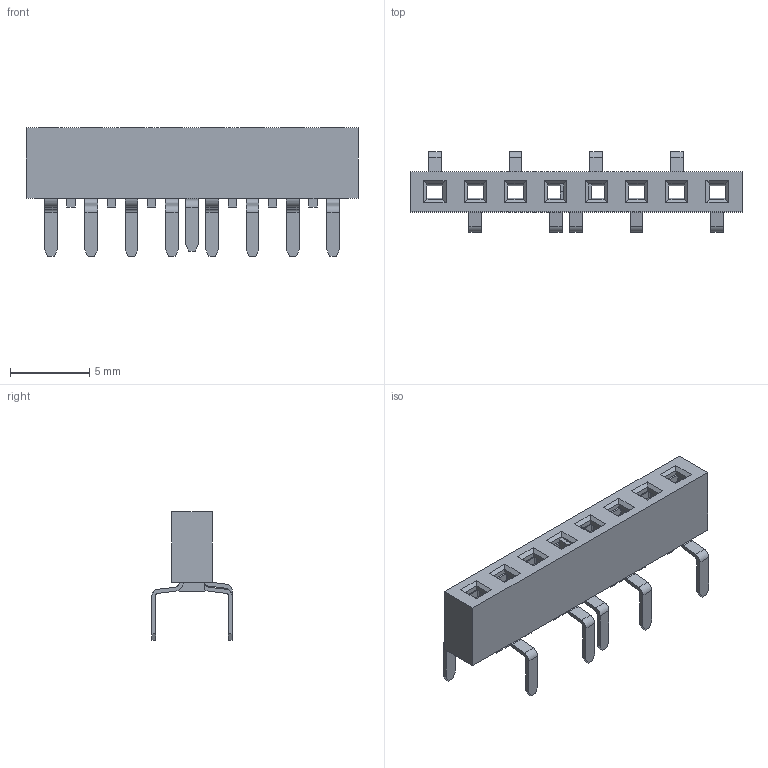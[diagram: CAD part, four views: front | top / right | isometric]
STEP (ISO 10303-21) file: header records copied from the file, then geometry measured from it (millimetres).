
FILE_DESCRIPTION( ( 'Unknown' ), '1' );
FILE_NAME( '61300815721.stp', 'Unknown', ( 'Unknown' ), ( 'Unknown' ), 'PSStep 14.0', 'Unknown', ' ' );
FILE_SCHEMA( ( 'AUTOMOTIVE_DESIGN { 1 0 10303 214 1 1 1 1 }' ) );
Length unit declared in the file: millimetre
Products named in the file (3): Assem1; 6130xx15721_PIN; 61300815721
Bounding box: 20.92 x 5.08 x 8.1 mm (x, y, z)
Volume: 314.4 mm3; surface area: 1606.8 mm2
Topology: 11 solids, 11 shells, 1216 faces, 3258 edges, 2048 vertices
Faces by surface type: plane 784, cylinder 414, torus 9, bspline 9
Full cylindrical faces by diameter (mm): 0.01 x9, 0.51 x9
Entity records: 9235 total; most frequent: CARTESIAN_POINT 1512, ORIENTED_EDGE 1216, DIRECTION 1146, EDGE_CURVE 608, LINE 498, VECTOR 498, VERTEX_POINT 378, AXIS2_PLACEMENT_3D 324
